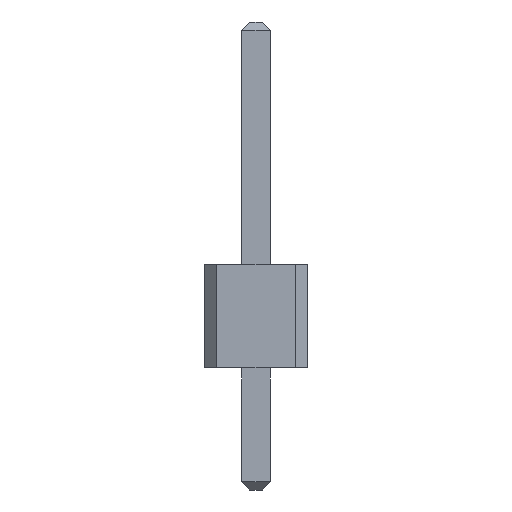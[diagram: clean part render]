
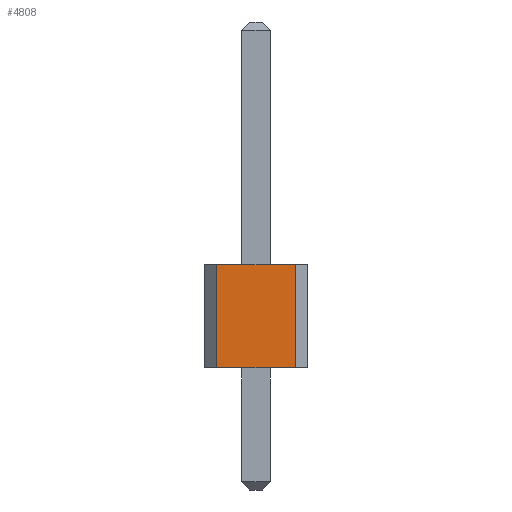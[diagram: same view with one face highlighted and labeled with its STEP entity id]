
A CAD part, front view. The second image highlights one B-rep face of the part: STEP entity #4808.
In plain terms, the highlighted planar face has unit normal (0, -1, 0).
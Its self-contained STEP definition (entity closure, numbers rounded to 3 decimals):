
#3890 = PLANE('',#3891);
#3891 = AXIS2_PLACEMENT_3D('',#3892,#3893,#3894);
#3892 = CARTESIAN_POINT('',(0.,-20.32,
    0.));
#3893 = DIRECTION('',(0.,0.,1.));
#3894 = DIRECTION('',(1.,0.,0.));
#4149 = PLANE('',#4150);
#4150 = AXIS2_PLACEMENT_3D('',#4151,#4152,#4153);
#4151 = CARTESIAN_POINT('',(0.,-20.32,2.54));
#4152 = DIRECTION('',(0.,0.,1.));
#4153 = DIRECTION('',(1.,0.,0.));
#4375 = VERTEX_POINT('',#4376);
#4376 = CARTESIAN_POINT('',(-0.97,-21.59,0.));
#4390 = PLANE('',#4391);
#4391 = AXIS2_PLACEMENT_3D('',#4392,#4393,#4394);
#4392 = CARTESIAN_POINT('',(-1.12,-21.44,0.));
#4393 = DIRECTION('',(-0.707,-0.707,0.));
#4394 = DIRECTION('',(0.,0.,1.));
#4402 = EDGE_CURVE('',#4403,#4375,#4405,.T.);
#4403 = VERTEX_POINT('',#4404);
#4404 = CARTESIAN_POINT('',(0.97,-21.59,0.));
#4405 = SURFACE_CURVE('',#4406,(#4410,#4417),.PCURVE_S1.);
#4406 = LINE('',#4407,#4408);
#4407 = CARTESIAN_POINT('',(1.27,-21.59,0.));
#4408 = VECTOR('',#4409,1.);
#4409 = DIRECTION('',(-1.,0.,0.));
#4410 = PCURVE('',#3890,#4411);
#4411 = DEFINITIONAL_REPRESENTATION('',(#4412),#4416);
#4412 = LINE('',#4413,#4414);
#4413 = CARTESIAN_POINT('',(1.27,-1.27));
#4414 = VECTOR('',#4415,1.);
#4415 = DIRECTION('',(-1.,0.));
#4416 = ( GEOMETRIC_REPRESENTATION_CONTEXT(2) 
PARAMETRIC_REPRESENTATION_CONTEXT() REPRESENTATION_CONTEXT('2D SPACE',''
  ) );
#4417 = PCURVE('',#4418,#4423);
#4418 = PLANE('',#4419);
#4419 = AXIS2_PLACEMENT_3D('',#4420,#4421,#4422);
#4420 = CARTESIAN_POINT('',(1.27,-21.59,0.));
#4421 = DIRECTION('',(0.,-1.,0.));
#4422 = DIRECTION('',(-1.,0.,0.));
#4423 = DEFINITIONAL_REPRESENTATION('',(#4424),#4428);
#4424 = LINE('',#4425,#4426);
#4425 = CARTESIAN_POINT('',(0.,-0.));
#4426 = VECTOR('',#4427,1.);
#4427 = DIRECTION('',(1.,0.));
#4428 = ( GEOMETRIC_REPRESENTATION_CONTEXT(2) 
PARAMETRIC_REPRESENTATION_CONTEXT() REPRESENTATION_CONTEXT('2D SPACE',''
  ) );
#4446 = PLANE('',#4447);
#4447 = AXIS2_PLACEMENT_3D('',#4448,#4449,#4450);
#4448 = CARTESIAN_POINT('',(1.12,-21.44,0.));
#4449 = DIRECTION('',(0.707,-0.707,0.));
#4450 = DIRECTION('',(0.,0.,1.));
#4639 = VERTEX_POINT('',#4640);
#4640 = CARTESIAN_POINT('',(-0.97,-21.59,2.54));
#4661 = EDGE_CURVE('',#4662,#4639,#4664,.T.);
#4662 = VERTEX_POINT('',#4663);
#4663 = CARTESIAN_POINT('',(0.97,-21.59,2.54));
#4664 = SURFACE_CURVE('',#4665,(#4669,#4676),.PCURVE_S1.);
#4665 = LINE('',#4666,#4667);
#4666 = CARTESIAN_POINT('',(1.27,-21.59,2.54));
#4667 = VECTOR('',#4668,1.);
#4668 = DIRECTION('',(-1.,0.,0.));
#4669 = PCURVE('',#4149,#4670);
#4670 = DEFINITIONAL_REPRESENTATION('',(#4671),#4675);
#4671 = LINE('',#4672,#4673);
#4672 = CARTESIAN_POINT('',(1.27,-1.27));
#4673 = VECTOR('',#4674,1.);
#4674 = DIRECTION('',(-1.,0.));
#4675 = ( GEOMETRIC_REPRESENTATION_CONTEXT(2) 
PARAMETRIC_REPRESENTATION_CONTEXT() REPRESENTATION_CONTEXT('2D SPACE',''
  ) );
#4676 = PCURVE('',#4418,#4677);
#4677 = DEFINITIONAL_REPRESENTATION('',(#4678),#4682);
#4678 = LINE('',#4679,#4680);
#4679 = CARTESIAN_POINT('',(0.,-2.54));
#4680 = VECTOR('',#4681,1.);
#4681 = DIRECTION('',(1.,0.));
#4682 = ( GEOMETRIC_REPRESENTATION_CONTEXT(2) 
PARAMETRIC_REPRESENTATION_CONTEXT() REPRESENTATION_CONTEXT('2D SPACE',''
  ) );
#4788 = EDGE_CURVE('',#4403,#4662,#4789,.T.);
#4789 = SURFACE_CURVE('',#4790,(#4794,#4801),.PCURVE_S1.);
#4790 = LINE('',#4791,#4792);
#4791 = CARTESIAN_POINT('',(0.97,-21.59,0.));
#4792 = VECTOR('',#4793,1.);
#4793 = DIRECTION('',(0.,0.,1.));
#4794 = PCURVE('',#4446,#4795);
#4795 = DEFINITIONAL_REPRESENTATION('',(#4796),#4800);
#4796 = LINE('',#4797,#4798);
#4797 = CARTESIAN_POINT('',(0.,0.212));
#4798 = VECTOR('',#4799,1.);
#4799 = DIRECTION('',(1.,0.));
#4800 = ( GEOMETRIC_REPRESENTATION_CONTEXT(2) 
PARAMETRIC_REPRESENTATION_CONTEXT() REPRESENTATION_CONTEXT('2D SPACE',''
  ) );
#4801 = PCURVE('',#4418,#4802);
#4802 = DEFINITIONAL_REPRESENTATION('',(#4803),#4807);
#4803 = LINE('',#4804,#4805);
#4804 = CARTESIAN_POINT('',(0.3,0.));
#4805 = VECTOR('',#4806,1.);
#4806 = DIRECTION('',(0.,-1.));
#4807 = ( GEOMETRIC_REPRESENTATION_CONTEXT(2) 
PARAMETRIC_REPRESENTATION_CONTEXT() REPRESENTATION_CONTEXT('2D SPACE',''
  ) );
#4808 = ADVANCED_FACE('',(#4809),#4418,.T.);
#4809 = FACE_BOUND('',#4810,.T.);
#4810 = EDGE_LOOP('',(#4811,#4812,#4813,#4814));
#4811 = ORIENTED_EDGE('',*,*,#4402,.F.);
#4812 = ORIENTED_EDGE('',*,*,#4788,.T.);
#4813 = ORIENTED_EDGE('',*,*,#4661,.T.);
#4814 = ORIENTED_EDGE('',*,*,#4815,.F.);
#4815 = EDGE_CURVE('',#4375,#4639,#4816,.T.);
#4816 = SURFACE_CURVE('',#4817,(#4821,#4828),.PCURVE_S1.);
#4817 = LINE('',#4818,#4819);
#4818 = CARTESIAN_POINT('',(-0.97,-21.59,0.));
#4819 = VECTOR('',#4820,1.);
#4820 = DIRECTION('',(0.,0.,1.));
#4821 = PCURVE('',#4418,#4822);
#4822 = DEFINITIONAL_REPRESENTATION('',(#4823),#4827);
#4823 = LINE('',#4824,#4825);
#4824 = CARTESIAN_POINT('',(2.24,0.));
#4825 = VECTOR('',#4826,1.);
#4826 = DIRECTION('',(0.,-1.));
#4827 = ( GEOMETRIC_REPRESENTATION_CONTEXT(2) 
PARAMETRIC_REPRESENTATION_CONTEXT() REPRESENTATION_CONTEXT('2D SPACE',''
  ) );
#4828 = PCURVE('',#4390,#4829);
#4829 = DEFINITIONAL_REPRESENTATION('',(#4830),#4834);
#4830 = LINE('',#4831,#4832);
#4831 = CARTESIAN_POINT('',(0.,-0.212));
#4832 = VECTOR('',#4833,1.);
#4833 = DIRECTION('',(1.,0.));
#4834 = ( GEOMETRIC_REPRESENTATION_CONTEXT(2) 
PARAMETRIC_REPRESENTATION_CONTEXT() REPRESENTATION_CONTEXT('2D SPACE',''
  ) );
